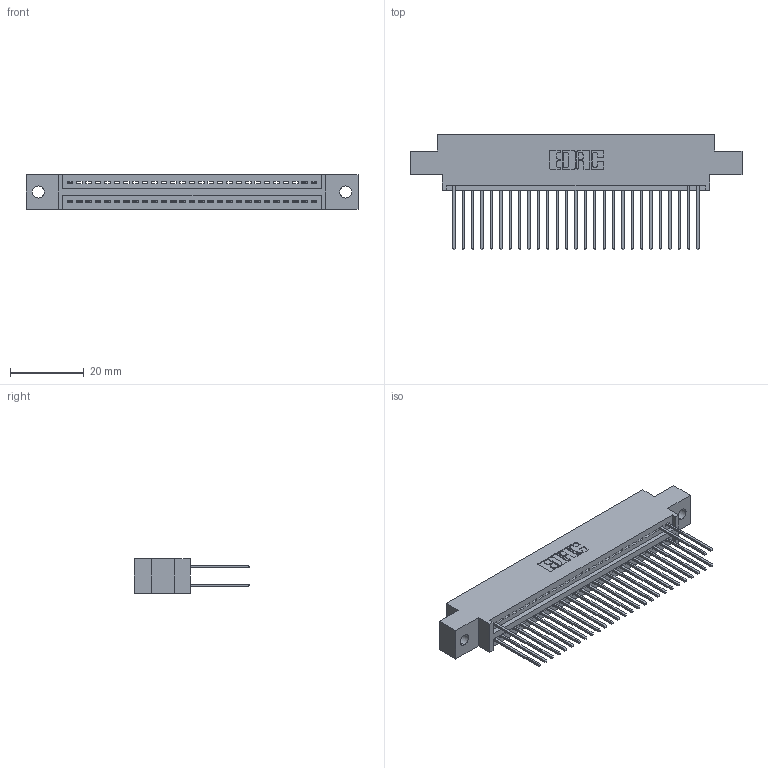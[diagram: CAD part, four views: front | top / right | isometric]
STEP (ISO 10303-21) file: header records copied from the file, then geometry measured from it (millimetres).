
FILE_DESCRIPTION (( 'STEP AP203' ), '1' );
FILE_NAME ('345-054-542-802.STEP', '2018-09-23T23:50:01', ( '' ), ( '' ), 'SwSTEP 2.0', 'SolidWorks 2016', '' );
FILE_SCHEMA (( 'CONFIG_CONTROL_DESIGN' ));
Length unit declared in the file: inch
Products named in the file (3): 345 Part_0.170 Offset - 0.128 Dia; 345-292-001_345-293-142; 345-054-542-802
Assembly tree (31 placements, depth 2):
  345-054-542-802
    345 Part_0.170 Offset - 0.128 Dia
    345-292-001_345-293-142  x30
Bounding box: 89.79 x 31.29 x 9.4 mm (x, y, z)
Volume: 8356.4 mm3; surface area: 11360.6 mm2
Topology: 31 solids, 31 shells, 1822 faces, 5471 edges, 3606 vertices
Faces by surface type: plane 1242, cylinder 580
Entity records: 22589 total; most frequent: CARTESIAN_POINT 3908, ORIENTED_EDGE 3866, DIRECTION 3437, EDGE_CURVE 1933, LINE 1693, VECTOR 1693, VERTEX_POINT 1286, AXIS2_PLACEMENT_3D 872
